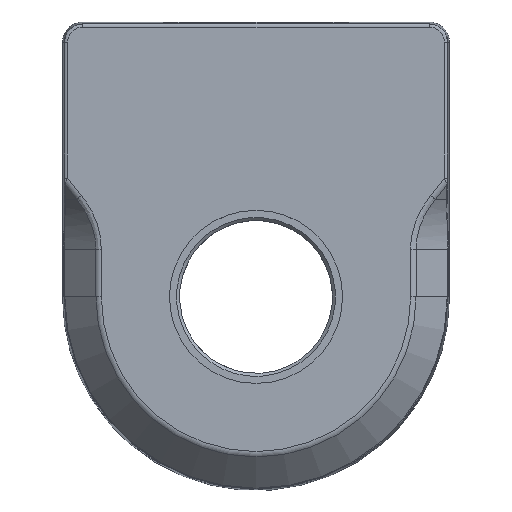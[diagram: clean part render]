
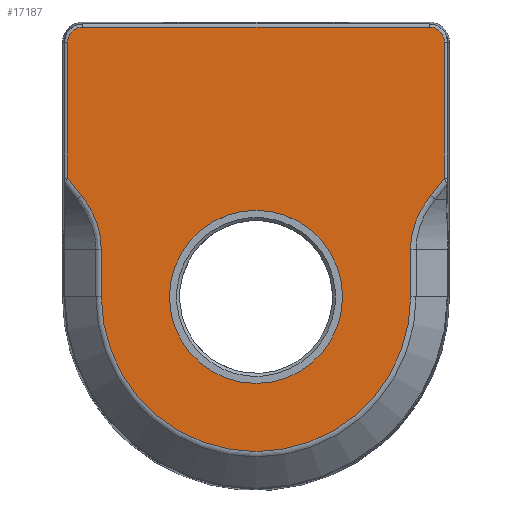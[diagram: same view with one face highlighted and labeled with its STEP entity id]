
A CAD part, top view. The second image highlights one B-rep face of the part: STEP entity #17187.
In plain terms, the highlighted planar face has unit normal (0, 0, 1).
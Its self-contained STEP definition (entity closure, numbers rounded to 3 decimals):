
#111=ELLIPSE('',#18452,15.203,10.75);
#114=ELLIPSE('',#18465,15.203,10.75);
#175=FACE_BOUND('',#2610,.T.);
#862=PLANE('',#18487);
#1714=FACE_OUTER_BOUND('',#2609,.T.);
#2609=EDGE_LOOP('',(#16119,#16120,#16121,#16122,#16123,#16124,#16125,#16126,
#16127,#16128,#16129,#16130));
#2610=EDGE_LOOP('',(#16131));
#2903=CIRCLE('',#18424,8.5);
#2915=CIRCLE('',#18460,15.189);
#2927=CIRCLE('',#18488,1.5);
#2928=CIRCLE('',#18489,1.5);
#5022=LINE('',#28439,#7138);
#5024=LINE('',#28451,#7140);
#5026=LINE('',#28475,#7142);
#5027=LINE('',#28477,#7143);
#5035=LINE('',#28584,#7151);
#5037=LINE('',#28589,#7153);
#5038=LINE('',#28593,#7154);
#7138=VECTOR('',#22894,4.681);
#7140=VECTOR('',#22908,4.681);
#7142=VECTOR('',#22918,2.182);
#7143=VECTOR('',#22921,2.182);
#7151=VECTOR('',#22965,13.342);
#7153=VECTOR('',#22971,13.342);
#7154=VECTOR('',#22974,34.);
#8738=VERTEX_POINT('',#28218);
#8747=VERTEX_POINT('',#28320);
#8753=VERTEX_POINT('',#28396);
#8756=VERTEX_POINT('',#28427);
#8757=VERTEX_POINT('',#28429);
#8759=VERTEX_POINT('',#28435);
#8761=VERTEX_POINT('',#28441);
#8763=VERTEX_POINT('',#28447);
#8765=VERTEX_POINT('',#28468);
#8779=VERTEX_POINT('',#28583);
#8780=VERTEX_POINT('',#28588);
#8781=VERTEX_POINT('',#28590);
#8782=VERTEX_POINT('',#28592);
#11168=EDGE_CURVE('',#8738,#8738,#2903,.T.);
#11198=EDGE_CURVE('',#8756,#8757,#111,.T.);
#11203=EDGE_CURVE('',#8757,#8759,#5022,.T.);
#11206=EDGE_CURVE('',#8759,#8761,#2915,.T.);
#11209=EDGE_CURVE('',#8761,#8763,#5024,.T.);
#11212=EDGE_CURVE('',#8763,#8765,#114,.T.);
#11214=EDGE_CURVE('',#8765,#8753,#5026,.T.);
#11215=EDGE_CURVE('',#8747,#8756,#5027,.T.);
#11237=EDGE_CURVE('',#8753,#8779,#5035,.T.);
#11240=EDGE_CURVE('',#8780,#8747,#5037,.T.);
#11241=EDGE_CURVE('',#8781,#8780,#2927,.T.);
#11242=EDGE_CURVE('',#8782,#8781,#5038,.T.);
#11243=EDGE_CURVE('',#8779,#8782,#2928,.T.);
#16119=ORIENTED_EDGE('',*,*,#11214,.F.);
#16120=ORIENTED_EDGE('',*,*,#11212,.F.);
#16121=ORIENTED_EDGE('',*,*,#11209,.F.);
#16122=ORIENTED_EDGE('',*,*,#11206,.F.);
#16123=ORIENTED_EDGE('',*,*,#11203,.F.);
#16124=ORIENTED_EDGE('',*,*,#11198,.F.);
#16125=ORIENTED_EDGE('',*,*,#11215,.F.);
#16126=ORIENTED_EDGE('',*,*,#11240,.F.);
#16127=ORIENTED_EDGE('',*,*,#11241,.F.);
#16128=ORIENTED_EDGE('',*,*,#11242,.F.);
#16129=ORIENTED_EDGE('',*,*,#11243,.F.);
#16130=ORIENTED_EDGE('',*,*,#11237,.F.);
#16131=ORIENTED_EDGE('',*,*,#11168,.T.);
#17187=ADVANCED_FACE('',(#1714,#175),#862,.T.);
#18424=AXIS2_PLACEMENT_3D('',#28220,#22812,#22813);
#18452=AXIS2_PLACEMENT_3D('',#28430,#22883,#22884);
#18460=AXIS2_PLACEMENT_3D('',#28445,#22901,#22902);
#18465=AXIS2_PLACEMENT_3D('',#28472,#22913,#22914);
#18487=AXIS2_PLACEMENT_3D('',#28587,#22969,#22970);
#18488=AXIS2_PLACEMENT_3D('',#28591,#22972,#22973);
#18489=AXIS2_PLACEMENT_3D('',#28594,#22975,#22976);
#22812=DIRECTION('center_axis',(0.,0.,-1.));
#22813=DIRECTION('ref_axis',(1.,0.,0.));
#22883=DIRECTION('center_axis',(0.,0.,1.));
#22884=DIRECTION('ref_axis',(-1.,0.,0.));
#22894=DIRECTION('',(0.,-1.,0.));
#22901=DIRECTION('center_axis',(0.,0.,-1.));
#22902=DIRECTION('ref_axis',(0.,-1.,0.));
#22908=DIRECTION('',(0.,1.,0.));
#22913=DIRECTION('center_axis',(0.,0.,1.));
#22914=DIRECTION('ref_axis',(1.,0.,0.));
#22918=DIRECTION('',(-0.623,0.783,0.));
#22921=DIRECTION('',(-0.623,-0.783,0.));
#22965=DIRECTION('',(0.,1.,0.));
#22969=DIRECTION('center_axis',(0.,0.,1.));
#22970=DIRECTION('ref_axis',(1.,0.,0.));
#22971=DIRECTION('',(0.,-1.,0.));
#22972=DIRECTION('center_axis',(0.,0.,-1.));
#22973=DIRECTION('ref_axis',(0.707,0.707,0.));
#22974=DIRECTION('',(1.,0.,0.));
#22975=DIRECTION('center_axis',(0.,0.,-1.));
#22976=DIRECTION('ref_axis',(-0.707,0.707,0.));
#28218=CARTESIAN_POINT('',(-8.5,0.,15.));
#28220=CARTESIAN_POINT('Origin',(0.,0.,15.));
#28320=CARTESIAN_POINT('',(18.5,11.658,15.));
#28396=CARTESIAN_POINT('',(-18.5,11.658,15.));
#28427=CARTESIAN_POINT('',(17.142,9.951,15.));
#28429=CARTESIAN_POINT('',(15.189,4.681,15.));
#28430=CARTESIAN_POINT('Origin',(30.392,4.681,15.));
#28435=CARTESIAN_POINT('',(15.189,0.,15.));
#28439=CARTESIAN_POINT('',(15.189,4.681,15.));
#28441=CARTESIAN_POINT('',(-15.189,0.,15.));
#28445=CARTESIAN_POINT('Origin',(0.,0.,15.));
#28447=CARTESIAN_POINT('',(-15.189,4.681,15.));
#28451=CARTESIAN_POINT('',(-15.189,0.,15.));
#28468=CARTESIAN_POINT('',(-17.142,9.951,15.));
#28472=CARTESIAN_POINT('Origin',(-30.392,4.681,15.));
#28475=CARTESIAN_POINT('',(-17.142,9.951,15.));
#28477=CARTESIAN_POINT('',(18.5,11.658,15.));
#28583=CARTESIAN_POINT('',(-18.5,25.,15.));
#28584=CARTESIAN_POINT('',(-18.5,11.658,15.));
#28587=CARTESIAN_POINT('Origin',(0.,4.,15.));
#28588=CARTESIAN_POINT('',(18.5,25.,15.));
#28589=CARTESIAN_POINT('',(18.5,25.,15.));
#28590=CARTESIAN_POINT('',(17.,26.5,15.));
#28591=CARTESIAN_POINT('Origin',(17.,25.,15.));
#28592=CARTESIAN_POINT('',(-17.,26.5,15.));
#28593=CARTESIAN_POINT('',(-17.,26.5,15.));
#28594=CARTESIAN_POINT('Origin',(-17.,25.,15.));
